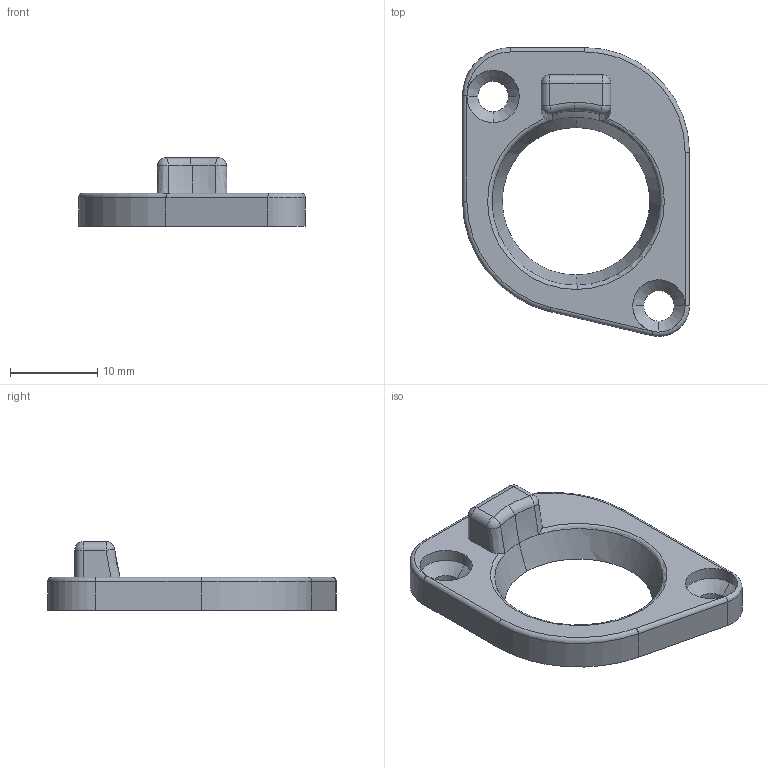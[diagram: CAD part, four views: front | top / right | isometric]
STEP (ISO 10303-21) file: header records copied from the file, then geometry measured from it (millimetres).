
FILE_DESCRIPTION (( 'STEP AP214' ), '1' );
FILE_NAME ('NE8FDH-C5E-TOP_Flange.STEP', '2021-10-19T16:11:54', ( '' ), ( '' ), 'SwSTEP 2.0', 'SolidWorks 2020', '' );
FILE_SCHEMA (( 'AUTOMOTIVE_DESIGN' ));
Length unit declared in the file: millimetre
Products named in the file (1): NE8FDH-C5E-TOP_Flange
Bounding box: 26 x 33.09 x 7.9 mm (x, y, z)
Volume: 1808.9 mm3; surface area: 1688.9 mm2
Topology: 1 solids, 1 shells, 55 faces, 133 edges, 76 vertices
Faces by surface type: cylinder 21, plane 10, torus 8, cone 6, bspline 6, sphere 4
Entity records: 2018 total; most frequent: CARTESIAN_POINT 486, DIRECTION 293, ORIENTED_EDGE 262, EDGE_CURVE 131, AXIS2_PLACEMENT_3D 123, VERTEX_POINT 76, CIRCLE 73, EDGE_LOOP 59
